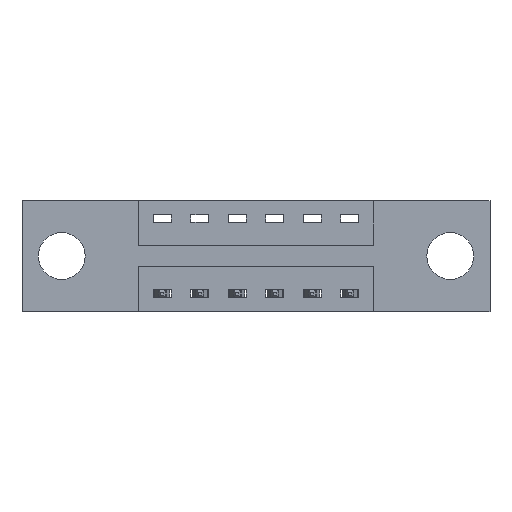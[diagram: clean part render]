
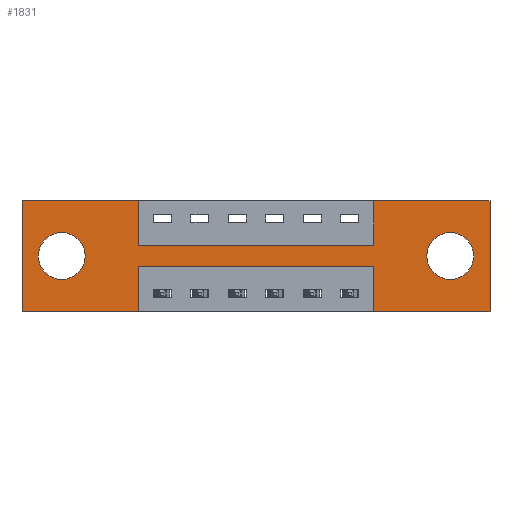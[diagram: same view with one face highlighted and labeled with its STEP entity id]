
A CAD part, front view. The second image highlights one B-rep face of the part: STEP entity #1831.
In plain terms, the highlighted planar face has unit normal (0, -1, 0).
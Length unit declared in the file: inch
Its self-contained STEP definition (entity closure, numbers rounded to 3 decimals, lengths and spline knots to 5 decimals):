
#61 = CARTESIAN_POINT ( 'NONE',  ( 0.3875, 0., -0.22 ) ) ;
#70 = CARTESIAN_POINT ( 'NONE',  ( 1.4275, 0., -0.263 ) ) ;
#249 = DIRECTION ( 'NONE',  ( 0., 1., 0. ) ) ;
#251 = FACE_OUTER_BOUND ( 'NONE', #1243, .T. ) ;
#410 = EDGE_CURVE ( 'NONE', #2763, #3619, #7907, .T. ) ;
#467 = FACE_BOUND ( 'NONE', #1377, .T. ) ;
#539 = CIRCLE ( 'NONE', #4359, 0.078 ) ;
#628 = LINE ( 'NONE', #5182, #4085 ) ;
#681 = FACE_BOUND ( 'NONE', #914, .T. ) ;
#683 = VERTEX_POINT ( 'NONE', #5617 ) ;
#791 = EDGE_CURVE ( 'NONE', #3619, #2763, #5063, .T. ) ;
#818 = DIRECTION ( 'NONE',  ( 1., 0., 0. ) ) ;
#832 = CARTESIAN_POINT ( 'NONE',  ( 1.4275, 0., -0.185 ) ) ;
#914 = EDGE_LOOP ( 'NONE', ( #5593, #3332 ) ) ;
#927 = ORIENTED_EDGE ( 'NONE', *, *, #791, .T. ) ;
#941 = VERTEX_POINT ( 'NONE', #4428 ) ;
#1205 = VECTOR ( 'NONE', #1568, 39.37008 ) ;
#1243 = EDGE_LOOP ( 'NONE', ( #2585, #5490, #4543, #5041, #4455, #5260, #6974, #5366, #5160, #3443, #8575, #7492 ) ) ;
#1278 = EDGE_CURVE ( 'NONE', #7043, #1776, #7193, .T. ) ;
#1328 = CARTESIAN_POINT ( 'NONE',  ( 0.1325, 0., -0.185 ) ) ;
#1340 = VECTOR ( 'NONE', #4288, 39.37008 ) ;
#1368 = CARTESIAN_POINT ( 'NONE',  ( 0.3875, 0., -0.15 ) ) ;
#1377 = EDGE_LOOP ( 'NONE', ( #7099, #927 ) ) ;
#1507 = DIRECTION ( 'NONE',  ( 0., 0., -1. ) ) ;
#1568 = DIRECTION ( 'NONE',  ( -1., 0., 0. ) ) ;
#1608 = EDGE_CURVE ( 'NONE', #1776, #941, #5060, .T. ) ;
#1617 = CARTESIAN_POINT ( 'NONE',  ( 0.1325, 0., -0.263 ) ) ;
#1633 = DIRECTION ( 'NONE',  ( 0., 1., 0. ) ) ;
#1765 = EDGE_CURVE ( 'NONE', #5267, #3547, #2825, .T. ) ;
#1776 = VERTEX_POINT ( 'NONE', #4897 ) ;
#1785 = CARTESIAN_POINT ( 'NONE',  ( 0.3875, 0., -0.37 ) ) ;
#1831 = ADVANCED_FACE ( 'NONE', ( #467, #681, #251 ), #5659, .T. ) ;
#2040 = DIRECTION ( 'NONE',  ( 0., 0., 1. ) ) ;
#2061 = CARTESIAN_POINT ( 'NONE',  ( 0.1325, 0., -0.185 ) ) ;
#2089 = CARTESIAN_POINT ( 'NONE',  ( 0.3875, 0., 0. ) ) ;
#2117 = DIRECTION ( 'NONE',  ( 1., 0., 0. ) ) ;
#2164 = CARTESIAN_POINT ( 'NONE',  ( 0., 0., 0. ) ) ;
#2445 = EDGE_CURVE ( 'NONE', #4183, #5267, #3714, .T. ) ;
#2511 = CARTESIAN_POINT ( 'NONE',  ( 1.4275, 0., -0.185 ) ) ;
#2516 = EDGE_CURVE ( 'NONE', #4505, #4335, #8076, .T. ) ;
#2585 = ORIENTED_EDGE ( 'NONE', *, *, #3207, .F. ) ;
#2589 = VECTOR ( 'NONE', #818, 39.37008 ) ;
#2648 = CIRCLE ( 'NONE', #5937, 0.078 ) ;
#2763 = VERTEX_POINT ( 'NONE', #8021 ) ;
#2807 = DIRECTION ( 'NONE',  ( 0., 0., 1. ) ) ;
#2825 = LINE ( 'NONE', #4255, #2589 ) ;
#2867 = CARTESIAN_POINT ( 'NONE',  ( 1.56, 0., 0. ) ) ;
#2895 = VERTEX_POINT ( 'NONE', #3706 ) ;
#3006 = AXIS2_PLACEMENT_3D ( 'NONE', #4985, #3079, #7594 ) ;
#3079 = DIRECTION ( 'NONE',  ( 0., -1., 0. ) ) ;
#3207 = EDGE_CURVE ( 'NONE', #4335, #5641, #6057, .T. ) ;
#3332 = ORIENTED_EDGE ( 'NONE', *, *, #5076, .T. ) ;
#3434 = CARTESIAN_POINT ( 'NONE',  ( 0., 0., -0.37 ) ) ;
#3443 = ORIENTED_EDGE ( 'NONE', *, *, #1765, .F. ) ;
#3518 = EDGE_CURVE ( 'NONE', #683, #3855, #539, .T. ) ;
#3547 = VERTEX_POINT ( 'NONE', #2089 ) ;
#3579 = CARTESIAN_POINT ( 'NONE',  ( 1.1725, 0., 0. ) ) ;
#3619 = VERTEX_POINT ( 'NONE', #70 ) ;
#3706 = CARTESIAN_POINT ( 'NONE',  ( 1.1725, 0., -0.37 ) ) ;
#3714 = LINE ( 'NONE', #2164, #5243 ) ;
#3774 = CARTESIAN_POINT ( 'NONE',  ( 1.56, 0., -0.37 ) ) ;
#3855 = VERTEX_POINT ( 'NONE', #1617 ) ;
#4085 = VECTOR ( 'NONE', #6485, 39.37008 ) ;
#4118 = VECTOR ( 'NONE', #6104, 39.37008 ) ;
#4183 = VERTEX_POINT ( 'NONE', #6017 ) ;
#4255 = CARTESIAN_POINT ( 'NONE',  ( 0., 0., 0. ) ) ;
#4278 = EDGE_CURVE ( 'NONE', #7894, #7043, #7745, .T. ) ;
#4288 = DIRECTION ( 'NONE',  ( 0., 0., 1. ) ) ;
#4335 = VERTEX_POINT ( 'NONE', #61 ) ;
#4359 = AXIS2_PLACEMENT_3D ( 'NONE', #2061, #6694, #2807 ) ;
#4428 = CARTESIAN_POINT ( 'NONE',  ( 1.56, 0., 0. ) ) ;
#4455 = ORIENTED_EDGE ( 'NONE', *, *, #7879, .F. ) ;
#4505 = VERTEX_POINT ( 'NONE', #4979 ) ;
#4539 = LINE ( 'NONE', #3434, #7772 ) ;
#4543 = ORIENTED_EDGE ( 'NONE', *, *, #8033, .F. ) ;
#4608 = AXIS2_PLACEMENT_3D ( 'NONE', #832, #1633, #1507 ) ;
#4781 = CARTESIAN_POINT ( 'NONE',  ( 0.3875, 0., -0.37 ) ) ;
#4793 = CARTESIAN_POINT ( 'NONE',  ( 0.3875, 0., -0.15 ) ) ;
#4813 = EDGE_CURVE ( 'NONE', #3547, #7894, #628, .T. ) ;
#4860 = VECTOR ( 'NONE', #8159, 39.37008 ) ;
#4863 = CARTESIAN_POINT ( 'NONE',  ( 1.1725, 0., -0.15 ) ) ;
#4882 = VECTOR ( 'NONE', #5718, 39.37008 ) ;
#4897 = CARTESIAN_POINT ( 'NONE',  ( 1.1725, 0., 0. ) ) ;
#4979 = CARTESIAN_POINT ( 'NONE',  ( 1.1725, 0., -0.22 ) ) ;
#4985 = CARTESIAN_POINT ( 'NONE',  ( 0., 0., -0.37 ) ) ;
#5041 = ORIENTED_EDGE ( 'NONE', *, *, #8607, .F. ) ;
#5060 = LINE ( 'NONE', #8486, #7892 ) ;
#5063 = CIRCLE ( 'NONE', #4608, 0.078 ) ;
#5076 = EDGE_CURVE ( 'NONE', #3855, #683, #2648, .T. ) ;
#5088 = LINE ( 'NONE', #6994, #4882 ) ;
#5160 = ORIENTED_EDGE ( 'NONE', *, *, #4813, .F. ) ;
#5182 = CARTESIAN_POINT ( 'NONE',  ( 0.3875, 0., 0. ) ) ;
#5243 = VECTOR ( 'NONE', #6791, 39.37008 ) ;
#5260 = ORIENTED_EDGE ( 'NONE', *, *, #1608, .F. ) ;
#5267 = VERTEX_POINT ( 'NONE', #6169 ) ;
#5366 = ORIENTED_EDGE ( 'NONE', *, *, #4278, .F. ) ;
#5490 = ORIENTED_EDGE ( 'NONE', *, *, #2516, .F. ) ;
#5572 = VERTEX_POINT ( 'NONE', #3774 ) ;
#5593 = ORIENTED_EDGE ( 'NONE', *, *, #3518, .T. ) ;
#5617 = CARTESIAN_POINT ( 'NONE',  ( 0.1325, 0., -0.107 ) ) ;
#5641 = VERTEX_POINT ( 'NONE', #1785 ) ;
#5659 = PLANE ( 'NONE',  #3006 ) ;
#5718 = DIRECTION ( 'NONE',  ( -1., 0., 0. ) ) ;
#5853 = VECTOR ( 'NONE', #8011, 39.37008 ) ;
#5937 = AXIS2_PLACEMENT_3D ( 'NONE', #1328, #6033, #2040 ) ;
#6017 = CARTESIAN_POINT ( 'NONE',  ( 0., 0., -0.37 ) ) ;
#6033 = DIRECTION ( 'NONE',  ( 0., 1., 0. ) ) ;
#6057 = LINE ( 'NONE', #4781, #5853 ) ;
#6104 = DIRECTION ( 'NONE',  ( 0., 0., -1. ) ) ;
#6169 = CARTESIAN_POINT ( 'NONE',  ( 0., 0., 0. ) ) ;
#6241 = AXIS2_PLACEMENT_3D ( 'NONE', #2511, #249, #6473 ) ;
#6395 = EDGE_CURVE ( 'NONE', #5641, #4183, #5088, .T. ) ;
#6473 = DIRECTION ( 'NONE',  ( 0., 0., -1. ) ) ;
#6485 = DIRECTION ( 'NONE',  ( 0., 0., -1. ) ) ;
#6694 = DIRECTION ( 'NONE',  ( 0., 1., 0. ) ) ;
#6791 = DIRECTION ( 'NONE',  ( 0., 0., 1. ) ) ;
#6901 = CARTESIAN_POINT ( 'NONE',  ( 0.3875, 0., -0.22 ) ) ;
#6974 = ORIENTED_EDGE ( 'NONE', *, *, #1278, .F. ) ;
#6994 = CARTESIAN_POINT ( 'NONE',  ( 0., 0., -0.37 ) ) ;
#7043 = VERTEX_POINT ( 'NONE', #4863 ) ;
#7099 = ORIENTED_EDGE ( 'NONE', *, *, #410, .T. ) ;
#7193 = LINE ( 'NONE', #3579, #4860 ) ;
#7492 = ORIENTED_EDGE ( 'NONE', *, *, #6395, .F. ) ;
#7547 = VECTOR ( 'NONE', #2117, 39.37008 ) ;
#7572 = LINE ( 'NONE', #2867, #4118 ) ;
#7594 = DIRECTION ( 'NONE',  ( 0., 0., -1. ) ) ;
#7745 = LINE ( 'NONE', #1368, #7547 ) ;
#7772 = VECTOR ( 'NONE', #7948, 39.37008 ) ;
#7873 = DIRECTION ( 'NONE',  ( 1., 0., 0. ) ) ;
#7879 = EDGE_CURVE ( 'NONE', #941, #5572, #7572, .T. ) ;
#7892 = VECTOR ( 'NONE', #7873, 39.37008 ) ;
#7894 = VERTEX_POINT ( 'NONE', #4793 ) ;
#7907 = CIRCLE ( 'NONE', #6241, 0.078 ) ;
#7948 = DIRECTION ( 'NONE',  ( -1., 0., 0. ) ) ;
#8011 = DIRECTION ( 'NONE',  ( 0., 0., -1. ) ) ;
#8021 = CARTESIAN_POINT ( 'NONE',  ( 1.4275, 0., -0.107 ) ) ;
#8033 = EDGE_CURVE ( 'NONE', #2895, #4505, #8182, .T. ) ;
#8076 = LINE ( 'NONE', #6901, #1205 ) ;
#8153 = CARTESIAN_POINT ( 'NONE',  ( 1.1725, 0., -0.37 ) ) ;
#8159 = DIRECTION ( 'NONE',  ( 0., 0., 1. ) ) ;
#8182 = LINE ( 'NONE', #8153, #1340 ) ;
#8486 = CARTESIAN_POINT ( 'NONE',  ( 0., 0., 0. ) ) ;
#8575 = ORIENTED_EDGE ( 'NONE', *, *, #2445, .F. ) ;
#8607 = EDGE_CURVE ( 'NONE', #5572, #2895, #4539, .T. ) ;
